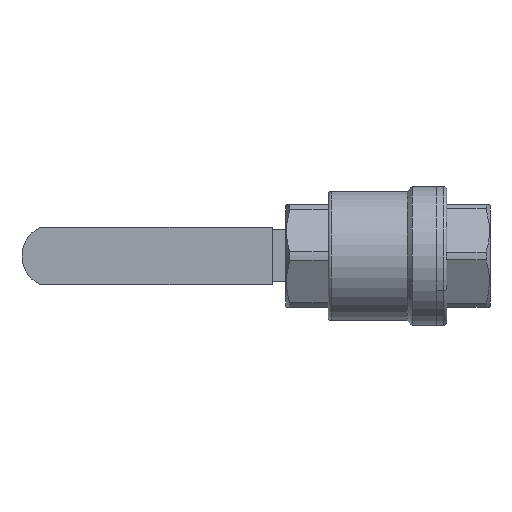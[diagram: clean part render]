
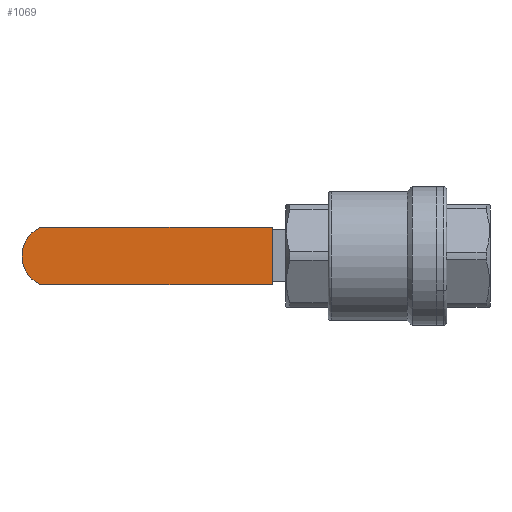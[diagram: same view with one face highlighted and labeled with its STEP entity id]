
A CAD part, front view. The second image highlights one B-rep face of the part: STEP entity #1069.
In plain terms, the highlighted planar face has unit normal (0, -1, 0).
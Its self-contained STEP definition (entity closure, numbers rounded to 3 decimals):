
#904 = LINE ( 'NONE', #20127, #13993 ) ;
#1069 = ADVANCED_FACE ( 'NONE', ( #14365 ), #4750, .F. ) ;
#1147 = CARTESIAN_POINT ( 'NONE',  ( 76.5, 37., 15. ) ) ;
#1422 = EDGE_LOOP ( 'NONE', ( #18632, #12537, #10305, #2975 ) ) ;
#1912 = EDGE_CURVE ( 'NONE', #4789, #2193, #15559, .T. ) ;
#2193 = VERTEX_POINT ( 'NONE', #1147 ) ;
#2975 = ORIENTED_EDGE ( 'NONE', *, *, #1912, .F. ) ;
#4332 = DIRECTION ( 'NONE',  ( 0., 0., 1. ) ) ;
#4429 = VERTEX_POINT ( 'NONE', #22187 ) ;
#4750 = PLANE ( 'NONE',  #6665 ) ;
#4789 = VERTEX_POINT ( 'NONE', #7638 ) ;
#5053 = EDGE_CURVE ( 'NONE', #2193, #9205, #904, .T. ) ;
#5793 = VECTOR ( 'NONE', #17222, 1000. ) ;
#6665 = AXIS2_PLACEMENT_3D ( 'NONE', #18148, #20451, #20183 ) ;
#7638 = CARTESIAN_POINT ( 'NONE',  ( 76.5, 37., -15. ) ) ;
#9205 = VERTEX_POINT ( 'NONE', #21303 ) ;
#10305 = ORIENTED_EDGE ( 'NONE', *, *, #5053, .F. ) ;
#11734 = CIRCLE ( 'NONE', #18189, 16.5 ) ;
#12537 = ORIENTED_EDGE ( 'NONE', *, *, #14852, .F. ) ;
#13164 = CARTESIAN_POINT ( 'NONE',  ( 76.5, 37., -15. ) ) ;
#13364 = LINE ( 'NONE', #23247, #18380 ) ;
#13993 = VECTOR ( 'NONE', #15946, 1000. ) ;
#14365 = FACE_OUTER_BOUND ( 'NONE', #1422, .T. ) ;
#14852 = EDGE_CURVE ( 'NONE', #9205, #4429, #11734, .T. ) ;
#15559 = LINE ( 'NONE', #13164, #5793 ) ;
#15946 = DIRECTION ( 'NONE',  ( 1., 0., 0. ) ) ;
#17222 = DIRECTION ( 'NONE',  ( 0., 0., 1. ) ) ;
#18148 = CARTESIAN_POINT ( 'NONE',  ( 190., 37., 0. ) ) ;
#18189 = AXIS2_PLACEMENT_3D ( 'NONE', #18356, #24066, #4332 ) ;
#18356 = CARTESIAN_POINT ( 'NONE',  ( 190., 37., 0. ) ) ;
#18380 = VECTOR ( 'NONE', #21107, 1000. ) ;
#18632 = ORIENTED_EDGE ( 'NONE', *, *, #24052, .F. ) ;
#20127 = CARTESIAN_POINT ( 'NONE',  ( 196.874, 37., 15. ) ) ;
#20183 = DIRECTION ( 'NONE',  ( 0., 0., 1. ) ) ;
#20451 = DIRECTION ( 'NONE',  ( 0., 1., 0. ) ) ;
#21107 = DIRECTION ( 'NONE',  ( -1., 0., 0. ) ) ;
#21303 = CARTESIAN_POINT ( 'NONE',  ( 196.874, 37., 15. ) ) ;
#22187 = CARTESIAN_POINT ( 'NONE',  ( 196.874, 37., -15. ) ) ;
#23247 = CARTESIAN_POINT ( 'NONE',  ( 76.5, 37., -15. ) ) ;
#24052 = EDGE_CURVE ( 'NONE', #4429, #4789, #13364, .T. ) ;
#24066 = DIRECTION ( 'NONE',  ( 0., 1., 0. ) ) ;
